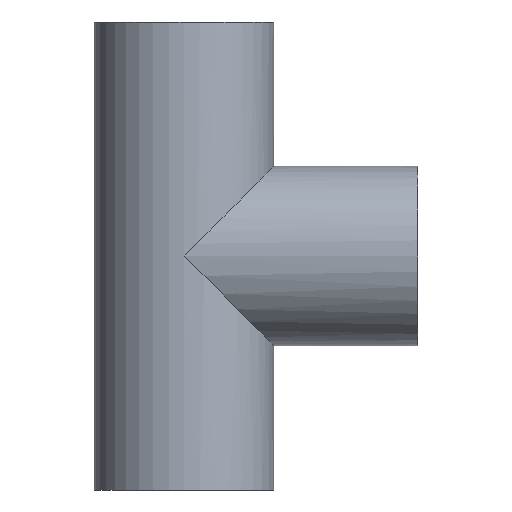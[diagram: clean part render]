
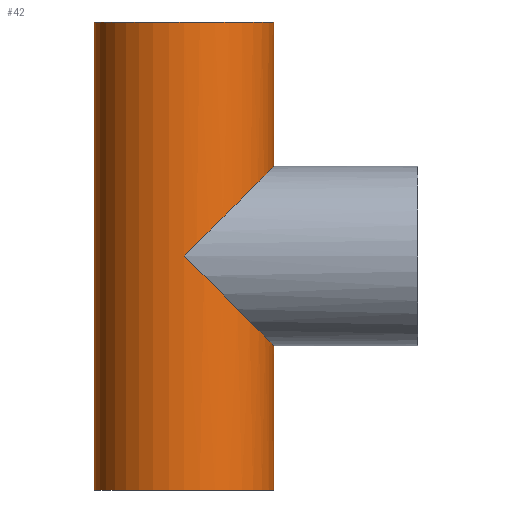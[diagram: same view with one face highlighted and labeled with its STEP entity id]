
A CAD part, front view. The second image highlights one B-rep face of the part: STEP entity #42.
In plain terms, the highlighted cylindrical face has radius 80 mm (diameter 160 mm), a partial arc.
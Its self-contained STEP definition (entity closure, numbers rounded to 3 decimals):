
#3 = CARTESIAN_POINT ( 'NONE',  ( -80., 0., 208.5 ) ) ;
#11 = VERTEX_POINT ( 'NONE', #366 ) ;
#23 = LINE ( 'NONE', #227, #398 ) ;
#28 = CARTESIAN_POINT ( 'NONE',  ( 0., -80., 0. ) ) ;
#32 = AXIS2_PLACEMENT_3D ( 'NONE', #271, #179, #284 ) ;
#33 = EDGE_CURVE ( 'NONE', #316, #238, #23, .T. ) ;
#35 = CARTESIAN_POINT ( 'NONE',  ( 0., -80., 0. ) ) ;
#36 = CARTESIAN_POINT ( 'NONE',  ( 80., 0., 208.5 ) ) ;
#41 = DIRECTION ( 'NONE',  ( 0., 0., -1. ) ) ;
#42 = ADVANCED_FACE ( 'NONE', ( #84 ), #51, .T. ) ;
#51 = CYLINDRICAL_SURFACE ( 'NONE', #374, 80. ) ;
#54 = DIRECTION ( 'NONE',  ( -1., 0., 0. ) ) ;
#65 = DIRECTION ( 'NONE',  ( 0., 0., -1. ) ) ;
#69 = CARTESIAN_POINT ( 'NONE',  ( 80., 0., -80. ) ) ;
#72 = ORIENTED_EDGE ( 'NONE', *, *, #299, .F. ) ;
#73 = CARTESIAN_POINT ( 'NONE',  ( 80., 0., 208.5 ) ) ;
#74 = VERTEX_POINT ( 'NONE', #287 ) ;
#84 = FACE_OUTER_BOUND ( 'NONE', #178, .T. ) ;
#86 = CIRCLE ( 'NONE', #32, 80. ) ;
#98 = CARTESIAN_POINT ( 'NONE',  ( 80., 0., 208.5 ) ) ;
#129 = EDGE_CURVE ( 'NONE', #393, #74, #267, .T. ) ;
#131 = CARTESIAN_POINT ( 'NONE',  ( 46.863, -80., 46.863 ) ) ;
#135 = ORIENTED_EDGE ( 'NONE', *, *, #33, .T. ) ;
#145 = EDGE_CURVE ( 'NONE', #316, #293, #155, .T. ) ;
#146 = ORIENTED_EDGE ( 'NONE', *, *, #129, .F. ) ;
#155 = CIRCLE ( 'NONE', #283, 80. ) ;
#157 =( BOUNDED_CURVE ( )  B_SPLINE_CURVE ( 3, ( #197, #301, #131, #28 ),
 .UNSPECIFIED., .F., .T. ) 
 B_SPLINE_CURVE_WITH_KNOTS ( ( 4, 4 ),
 ( 3.142, 4.712 ),
 .UNSPECIFIED. ) 
 CURVE ( )  GEOMETRIC_REPRESENTATION_ITEM ( )  RATIONAL_B_SPLINE_CURVE ( ( 1., 0.805, 0.805, 1. ) ) 
 REPRESENTATION_ITEM ( '' )  );
#175 = EDGE_CURVE ( 'NONE', #324, #11, #157, .T. ) ;
#178 = EDGE_LOOP ( 'NONE', ( #250, #248, #135, #397, #146, #72, #334 ) ) ;
#179 = DIRECTION ( 'NONE',  ( 0., 0., 1. ) ) ;
#192 = DIRECTION ( 'NONE',  ( 0., 0., -1. ) ) ;
#197 = CARTESIAN_POINT ( 'NONE',  ( 80., 0., 80. ) ) ;
#205 = CARTESIAN_POINT ( 'NONE',  ( 80., -46.863, -80. ) ) ;
#209 = CARTESIAN_POINT ( 'NONE',  ( 46.863, -80., -46.863 ) ) ;
#221 = DIRECTION ( 'NONE',  ( 0., 0., -1. ) ) ;
#224 = VECTOR ( 'NONE', #65, 1000. ) ;
#227 = CARTESIAN_POINT ( 'NONE',  ( -80., 0., 208.5 ) ) ;
#238 = VERTEX_POINT ( 'NONE', #264 ) ;
#248 = ORIENTED_EDGE ( 'NONE', *, *, #145, .F. ) ;
#250 = ORIENTED_EDGE ( 'NONE', *, *, #302, .F. ) ;
#260 =( BOUNDED_CURVE ( )  B_SPLINE_CURVE ( 3, ( #35, #209, #205, #349 ),
 .UNSPECIFIED., .F., .T. ) 
 B_SPLINE_CURVE_WITH_KNOTS ( ( 4, 4 ),
 ( 4.712, 6.283 ),
 .UNSPECIFIED. ) 
 CURVE ( )  GEOMETRIC_REPRESENTATION_ITEM ( )  RATIONAL_B_SPLINE_CURVE ( ( 1., 0.805, 0.805, 1. ) ) 
 REPRESENTATION_ITEM ( '' )  );
#264 = CARTESIAN_POINT ( 'NONE',  ( -80., 0., -208.5 ) ) ;
#267 = LINE ( 'NONE', #98, #224 ) ;
#271 = CARTESIAN_POINT ( 'NONE',  ( 0., 0., -208.5 ) ) ;
#278 = CARTESIAN_POINT ( 'NONE',  ( 80., 0., 80. ) ) ;
#283 = AXIS2_PLACEMENT_3D ( 'NONE', #339, #409, #379 ) ;
#284 = DIRECTION ( 'NONE',  ( 1., 0., 0. ) ) ;
#287 = CARTESIAN_POINT ( 'NONE',  ( 80., 0., -208.5 ) ) ;
#293 = VERTEX_POINT ( 'NONE', #73 ) ;
#299 = EDGE_CURVE ( 'NONE', #11, #393, #260, .T. ) ;
#301 = CARTESIAN_POINT ( 'NONE',  ( 80., -46.863, 80. ) ) ;
#302 = EDGE_CURVE ( 'NONE', #293, #324, #383, .T. ) ;
#316 = VERTEX_POINT ( 'NONE', #3 ) ;
#324 = VERTEX_POINT ( 'NONE', #278 ) ;
#332 = CARTESIAN_POINT ( 'NONE',  ( 0., 0., 208.5 ) ) ;
#334 = ORIENTED_EDGE ( 'NONE', *, *, #175, .F. ) ;
#337 = VECTOR ( 'NONE', #41, 1000. ) ;
#339 = CARTESIAN_POINT ( 'NONE',  ( 0., 0., 208.5 ) ) ;
#349 = CARTESIAN_POINT ( 'NONE',  ( 80., 0., -80. ) ) ;
#354 = EDGE_CURVE ( 'NONE', #238, #74, #86, .T. ) ;
#366 = CARTESIAN_POINT ( 'NONE',  ( 0., -80., 0. ) ) ;
#374 = AXIS2_PLACEMENT_3D ( 'NONE', #332, #221, #54 ) ;
#379 = DIRECTION ( 'NONE',  ( 1., 0., 0. ) ) ;
#383 = LINE ( 'NONE', #36, #337 ) ;
#393 = VERTEX_POINT ( 'NONE', #69 ) ;
#397 = ORIENTED_EDGE ( 'NONE', *, *, #354, .T. ) ;
#398 = VECTOR ( 'NONE', #192, 1000. ) ;
#409 = DIRECTION ( 'NONE',  ( 0., 0., 1. ) ) ;
